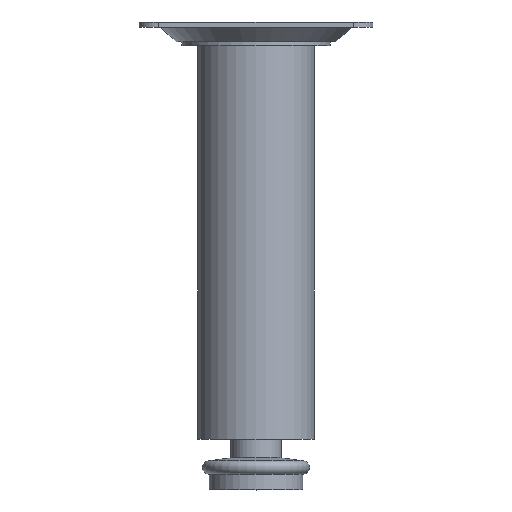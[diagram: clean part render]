
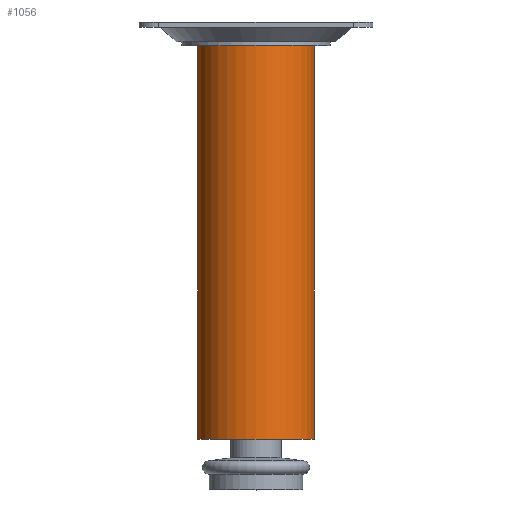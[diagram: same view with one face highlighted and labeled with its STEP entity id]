
A CAD part, top view. The second image highlights one B-rep face of the part: STEP entity #1056.
In plain terms, the highlighted cylindrical face has radius 15 mm (diameter 30 mm), a partial arc.
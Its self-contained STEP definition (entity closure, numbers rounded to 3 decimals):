
#10 = AXIS2_PLACEMENT_3D ( 'NONE', #936, #1084, #156 ) ;
#45 = VECTOR ( 'NONE', #287, 1000. ) ;
#68 = VERTEX_POINT ( 'NONE', #882 ) ;
#79 = VERTEX_POINT ( 'NONE', #941 ) ;
#83 = VERTEX_POINT ( 'NONE', #890 ) ;
#129 = CIRCLE ( 'NONE', #604, 15. ) ;
#134 = CARTESIAN_POINT ( 'NONE',  ( 15., 120., 0. ) ) ;
#156 = DIRECTION ( 'NONE',  ( -1., 0., 0. ) ) ;
#170 = EDGE_CURVE ( 'NONE', #79, #83, #741, .T. ) ;
#188 = VECTOR ( 'NONE', #481, 1000. ) ;
#246 = DIRECTION ( 'NONE',  ( 0., 1., 0. ) ) ;
#287 = DIRECTION ( 'NONE',  ( 0., 1., 0. ) ) ;
#293 = CARTESIAN_POINT ( 'NONE',  ( -15., 13., 0. ) ) ;
#302 = LINE ( 'NONE', #1060, #45 ) ;
#317 = EDGE_LOOP ( 'NONE', ( #419, #676, #403, #617 ) ) ;
#337 = CARTESIAN_POINT ( 'NONE',  ( 0., 114., 0. ) ) ;
#341 = DIRECTION ( 'NONE',  ( -1., 0., 0. ) ) ;
#355 = AXIS2_PLACEMENT_3D ( 'NONE', #379, #563, #911 ) ;
#379 = CARTESIAN_POINT ( 'NONE',  ( 0., 120., 0. ) ) ;
#403 = ORIENTED_EDGE ( 'NONE', *, *, #712, .F. ) ;
#419 = ORIENTED_EDGE ( 'NONE', *, *, #679, .T. ) ;
#440 = CIRCLE ( 'NONE', #10, 15. ) ;
#481 = DIRECTION ( 'NONE',  ( 0., 1., 0. ) ) ;
#563 = DIRECTION ( 'NONE',  ( 0., 1., 0. ) ) ;
#604 = AXIS2_PLACEMENT_3D ( 'NONE', #337, #246, #341 ) ;
#617 = ORIENTED_EDGE ( 'NONE', *, *, #1093, .F. ) ;
#676 = ORIENTED_EDGE ( 'NONE', *, *, #170, .T. ) ;
#679 = EDGE_CURVE ( 'NONE', #1085, #79, #440, .T. ) ;
#712 = EDGE_CURVE ( 'NONE', #68, #83, #129, .T. ) ;
#741 = LINE ( 'NONE', #134, #188 ) ;
#882 = CARTESIAN_POINT ( 'NONE',  ( -15., 114., 0. ) ) ;
#890 = CARTESIAN_POINT ( 'NONE',  ( 15., 114., 0. ) ) ;
#901 = FACE_OUTER_BOUND ( 'NONE', #317, .T. ) ;
#911 = DIRECTION ( 'NONE',  ( -1., 0., 0. ) ) ;
#936 = CARTESIAN_POINT ( 'NONE',  ( 0., 13., 0. ) ) ;
#941 = CARTESIAN_POINT ( 'NONE',  ( 15., 13., 0. ) ) ;
#982 = CYLINDRICAL_SURFACE ( 'NONE', #355, 15. ) ;
#1056 = ADVANCED_FACE ( 'NONE', ( #901 ), #982, .T. ) ;
#1060 = CARTESIAN_POINT ( 'NONE',  ( -15., 120., 0. ) ) ;
#1084 = DIRECTION ( 'NONE',  ( 0., 1., 0. ) ) ;
#1085 = VERTEX_POINT ( 'NONE', #293 ) ;
#1093 = EDGE_CURVE ( 'NONE', #1085, #68, #302, .T. ) ;
